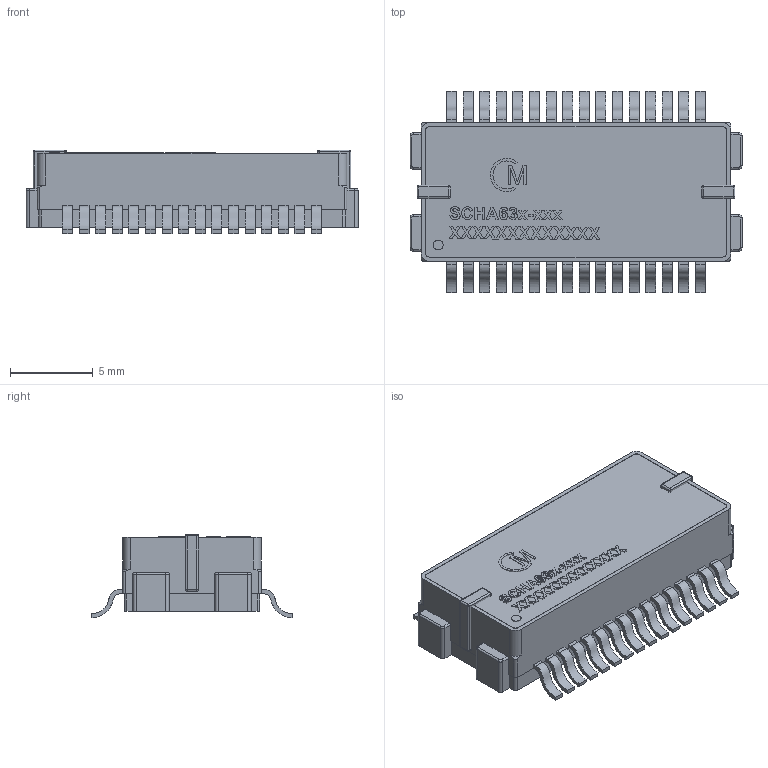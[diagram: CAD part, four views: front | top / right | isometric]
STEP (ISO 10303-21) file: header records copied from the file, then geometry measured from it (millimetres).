
FILE_DESCRIPTION(/* description */ (''),/* implementation_level */ '2;1');
FILE_NAME(/* name */ 'scha v6.step',/* time_stamp */ '2022-06-01T18:31:11+03:00',/* author */ (''),/* organization */ (''),/* preprocessor_version */ 'ST-DEVELOPER v19',/* originating_system */ 'Autodesk Translation Framework v11.7.0.108',/* authorisation */ '');
FILE_SCHEMA (('AUTOMOTIVE_DESIGN { 1 0 10303 214 3 1 1 }'));
Length unit declared in the file: millimetre
Products named in the file (5): scha; imu_body; feet; front_plate; graphicst
Assembly tree (4 placements, depth 2):
  scha
    imu_body
    feet
    front_plate
    graphicst
Bounding box: 20 x 12.15 x 5.05 mm (x, y, z)
Volume: 722.7 mm3; surface area: 1089.6 mm2
Topology: 63 solids, 63 shells, 874 faces, 2177 edges, 1430 vertices
Faces by surface type: plane 557, bspline 230, cylinder 67, sphere 16, cone 4
Full cylindrical faces by diameter (mm): 0.6 x1
Entity records: 38167 total; most frequent: CARTESIAN_POINT 18773, ORIENTED_EDGE 4354, DIRECTION 3167, EDGE_CURVE 2177, LINE 1583, VECTOR 1583, VERTEX_POINT 1430, EDGE_LOOP 879
